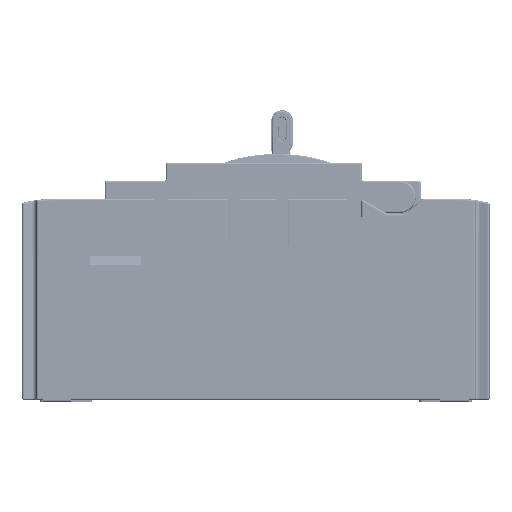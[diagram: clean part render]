
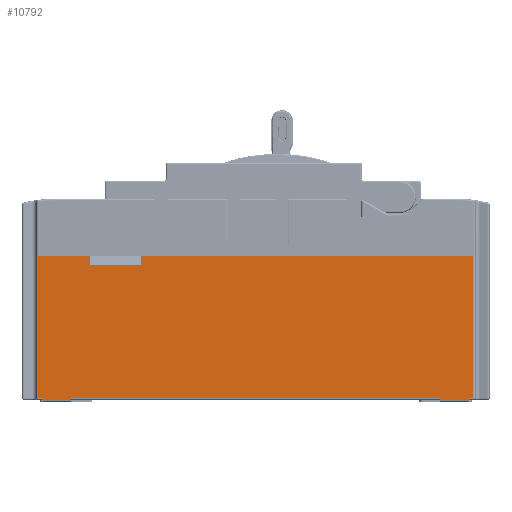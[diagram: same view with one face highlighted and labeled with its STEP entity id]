
A CAD part, left-side view. The second image highlights one B-rep face of the part: STEP entity #10792.
In plain terms, the highlighted planar face has unit normal (-1, 0, 0).
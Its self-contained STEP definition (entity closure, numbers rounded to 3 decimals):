
#10792=ADVANCED_FACE('',(#21032),#15755,.T.);
#15755=PLANE('',#132287);
#21032=FACE_OUTER_BOUND('',#28189,.T.);
#28189=EDGE_LOOP('',(#58807,#58808,#58809,#58810,#58811,#58812,#58813,#58814,
#58815,#58816,#58817,#58818,#58819,#58820,#58821,#58822));
#58807=ORIENTED_EDGE('',*,*,#95818,.F.);
#58808=ORIENTED_EDGE('',*,*,#95819,.F.);
#58809=ORIENTED_EDGE('',*,*,#95820,.F.);
#58810=ORIENTED_EDGE('',*,*,#94679,.T.);
#58811=ORIENTED_EDGE('',*,*,#95821,.T.);
#58812=ORIENTED_EDGE('',*,*,#95822,.T.);
#58813=ORIENTED_EDGE('',*,*,#95823,.T.);
#58814=ORIENTED_EDGE('',*,*,#95824,.T.);
#58815=ORIENTED_EDGE('',*,*,#95825,.F.);
#58816=ORIENTED_EDGE('',*,*,#95826,.T.);
#58817=ORIENTED_EDGE('',*,*,#95827,.T.);
#58818=ORIENTED_EDGE('',*,*,#95828,.T.);
#58819=ORIENTED_EDGE('',*,*,#95829,.F.);
#58820=ORIENTED_EDGE('',*,*,#95830,.T.);
#58821=ORIENTED_EDGE('',*,*,#95831,.T.);
#58822=ORIENTED_EDGE('',*,*,#94683,.T.);
#79156=VERTEX_POINT('',#216570);
#79157=VERTEX_POINT('',#216572);
#79160=VERTEX_POINT('',#216578);
#79161=VERTEX_POINT('',#216580);
#80187=VERTEX_POINT('',#219555);
#80188=VERTEX_POINT('',#219557);
#80189=VERTEX_POINT('',#219560);
#80190=VERTEX_POINT('',#219562);
#80191=VERTEX_POINT('',#219564);
#80192=VERTEX_POINT('',#219566);
#80193=VERTEX_POINT('',#219568);
#80194=VERTEX_POINT('',#219570);
#80195=VERTEX_POINT('',#219572);
#80196=VERTEX_POINT('',#219574);
#80197=VERTEX_POINT('',#219576);
#80198=VERTEX_POINT('',#219578);
#94679=EDGE_CURVE('',#79157,#79156,#108857,.T.);
#94683=EDGE_CURVE('',#79161,#79160,#108861,.T.);
#95818=EDGE_CURVE('',#80187,#79160,#109556,.T.);
#95819=EDGE_CURVE('',#80188,#80187,#109557,.T.);
#95820=EDGE_CURVE('',#79157,#80188,#109558,.T.);
#95821=EDGE_CURVE('',#79156,#80189,#109559,.T.);
#95822=EDGE_CURVE('',#80189,#80190,#109560,.T.);
#95823=EDGE_CURVE('',#80190,#80191,#109561,.T.);
#95824=EDGE_CURVE('',#80191,#80192,#109562,.T.);
#95825=EDGE_CURVE('',#80193,#80192,#109563,.T.);
#95826=EDGE_CURVE('',#80193,#80194,#109564,.T.);
#95827=EDGE_CURVE('',#80194,#80195,#109565,.T.);
#95828=EDGE_CURVE('',#80195,#80196,#109566,.T.);
#95829=EDGE_CURVE('',#80197,#80196,#109567,.T.);
#95830=EDGE_CURVE('',#80197,#80198,#109568,.T.);
#95831=EDGE_CURVE('',#80198,#79161,#109569,.T.);
#108857=LINE('',#216571,#120798);
#108861=LINE('',#216579,#120802);
#109556=LINE('',#219554,#121497);
#109557=LINE('',#219556,#121498);
#109558=LINE('',#219558,#121499);
#109559=LINE('',#219559,#121500);
#109560=LINE('',#219561,#121501);
#109561=LINE('',#219563,#121502);
#109562=LINE('',#219565,#121503);
#109563=LINE('',#219567,#121504);
#109564=LINE('',#219569,#121505);
#109565=LINE('',#219571,#121506);
#109566=LINE('',#219573,#121507);
#109567=LINE('',#219575,#121508);
#109568=LINE('',#219577,#121509);
#109569=LINE('',#219579,#121510);
#120798=VECTOR('',#157771,1.);
#120802=VECTOR('',#157775,1.);
#121497=VECTOR('',#159158,1.);
#121498=VECTOR('',#159159,1.);
#121499=VECTOR('',#159160,1.);
#121500=VECTOR('',#159161,1.);
#121501=VECTOR('',#159162,1.);
#121502=VECTOR('',#159163,1.);
#121503=VECTOR('',#159164,1.);
#121504=VECTOR('',#159165,1.);
#121505=VECTOR('',#159166,1.);
#121506=VECTOR('',#159167,1.);
#121507=VECTOR('',#159168,1.);
#121508=VECTOR('',#159169,1.);
#121509=VECTOR('',#159170,1.);
#121510=VECTOR('',#159171,1.);
#132287=AXIS2_PLACEMENT_3D('',#219580,#159172,#159173);
#157771=DIRECTION('',(0.,1.,0.));
#157775=DIRECTION('',(0.,1.,0.));
#159158=DIRECTION('',(0.,0.,1.));
#159159=DIRECTION('',(0.,-1.,0.));
#159160=DIRECTION('',(0.,0.,-1.));
#159161=DIRECTION('',(0.,0.,-1.));
#159162=DIRECTION('',(0.,-1.,0.));
#159163=DIRECTION('',(0.,0.,-1.));
#159164=DIRECTION('',(0.,-1.,0.));
#159165=DIRECTION('',(0.,0.,-1.));
#159166=DIRECTION('',(0.,-1.,0.));
#159167=DIRECTION('',(0.,0.,-1.));
#159168=DIRECTION('',(0.,-1.,0.));
#159169=DIRECTION('',(0.,0.,-1.));
#159170=DIRECTION('',(0.,-1.,0.));
#159171=DIRECTION('',(0.,0.,1.));
#159172=DIRECTION('',(-1.,0.,0.));
#159173=DIRECTION('',(0.,0.,1.));
#216570=CARTESIAN_POINT('',(0.,125.5,40.));
#216571=CARTESIAN_POINT('',(0.,65.,40.));
#216572=CARTESIAN_POINT('',(0.,111.,40.));
#216578=CARTESIAN_POINT('',(0.,97.,40.));
#216579=CARTESIAN_POINT('',(0.,65.,40.));
#216580=CARTESIAN_POINT('',(0.,4.5,40.));
#219554=CARTESIAN_POINT('',(0.,97.,37.5));
#219555=CARTESIAN_POINT('',(0.,97.,37.5));
#219556=CARTESIAN_POINT('',(0.,111.,37.5));
#219557=CARTESIAN_POINT('',(0.,111.,37.5));
#219558=CARTESIAN_POINT('',(0.,111.,40.));
#219559=CARTESIAN_POINT('',(0.,125.5,0.));
#219560=CARTESIAN_POINT('',(0.,125.5,0.5));
#219561=CARTESIAN_POINT('',(0.,65.,0.5));
#219562=CARTESIAN_POINT('',(0.,124.25,0.5));
#219563=CARTESIAN_POINT('',(0.,124.25,-0.5));
#219564=CARTESIAN_POINT('',(0.,124.25,0.));
#219565=CARTESIAN_POINT('',(0.,65.,0.));
#219566=CARTESIAN_POINT('',(0.,116.25,0.));
#219567=CARTESIAN_POINT('',(0.,116.25,-0.5));
#219568=CARTESIAN_POINT('',(0.,116.25,0.5));
#219569=CARTESIAN_POINT('',(0.,65.,0.5));
#219570=CARTESIAN_POINT('',(0.,13.75,0.5));
#219571=CARTESIAN_POINT('',(0.,13.75,-0.5));
#219572=CARTESIAN_POINT('',(0.,13.75,0.));
#219573=CARTESIAN_POINT('',(0.,65.,0.));
#219574=CARTESIAN_POINT('',(0.,5.75,0.));
#219575=CARTESIAN_POINT('',(0.,5.75,-0.5));
#219576=CARTESIAN_POINT('',(0.,5.75,0.5));
#219577=CARTESIAN_POINT('',(0.,65.,0.5));
#219578=CARTESIAN_POINT('',(0.,4.5,0.5));
#219579=CARTESIAN_POINT('',(0.,4.5,0.));
#219580=CARTESIAN_POINT('',(0.,65.,0.));
